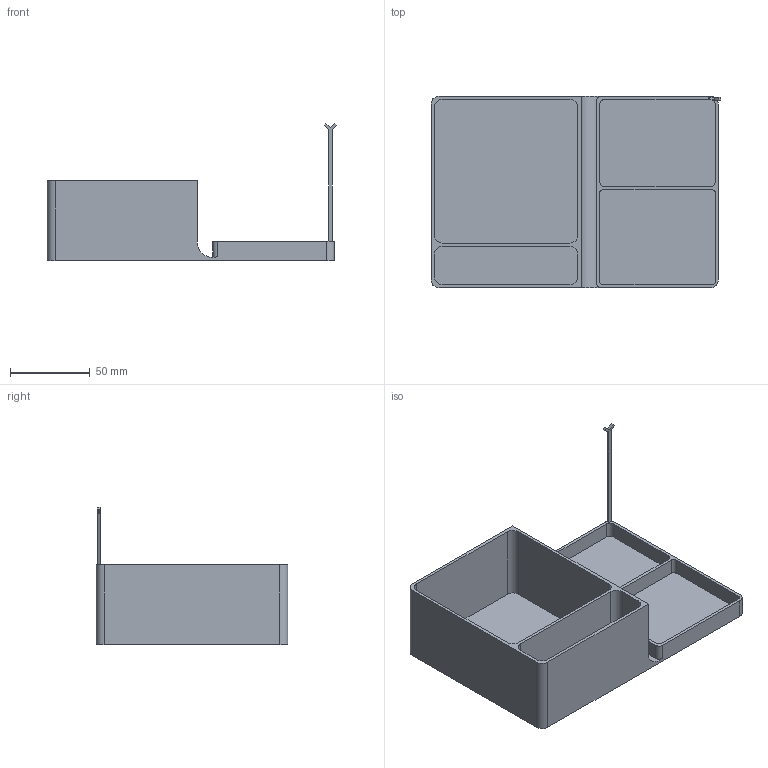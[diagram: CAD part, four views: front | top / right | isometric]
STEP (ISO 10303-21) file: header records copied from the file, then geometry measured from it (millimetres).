
FILE_DESCRIPTION(('FreeCAD Model'),'2;1');
FILE_NAME('Open CASCADE Shape Model','2025-11-25T20:40:02',(''),(''), 'Open CASCADE STEP processor 7.8','FreeCAD','Unknown');
FILE_SCHEMA(('AUTOMOTIVE_DESIGN { 1 0 10303 214 1 1 1 1 }'));
Length unit declared in the file: millimetre
Products named in the file (1): Body
Bounding box: 181.55 x 120 x 85.86 mm (x, y, z)
Volume: 105320.8 mm3; surface area: 101046.2 mm2
Topology: 1 solids, 1 shells, 63 faces, 170 edges, 112 vertices
Faces by surface type: plane 40, cylinder 23
Entity records: 2046 total; most frequent: CARTESIAN_POINT 390, DIRECTION 344, ORIENTED_EDGE 340, EDGE_CURVE 170, LINE 120, VECTOR 120, AXIS2_PLACEMENT_3D 112, VERTEX_POINT 112
